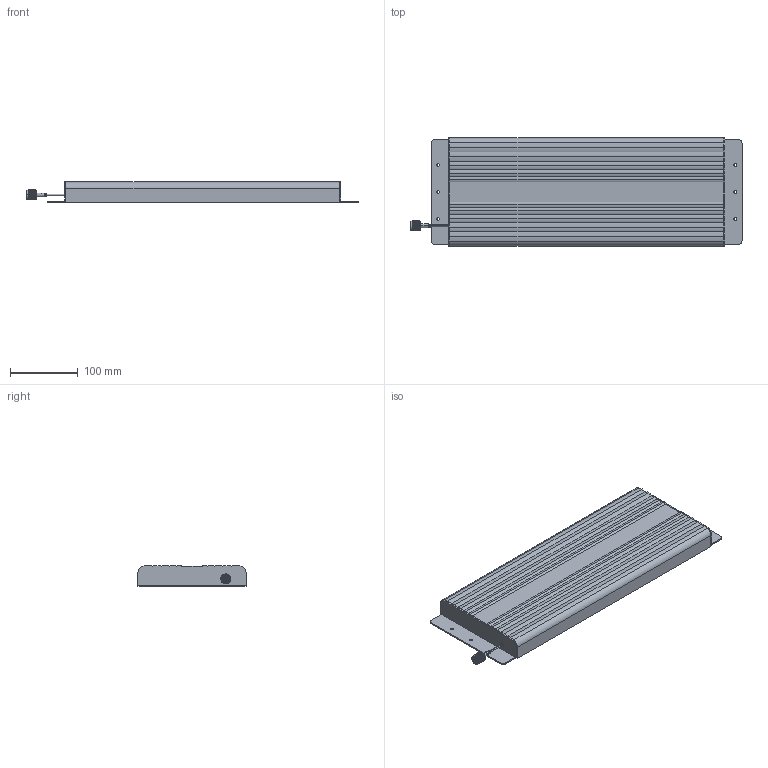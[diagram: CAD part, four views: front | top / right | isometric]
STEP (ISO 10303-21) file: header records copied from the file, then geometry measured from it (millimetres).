
FILE_DESCRIPTION (( 'STEP AP203' ), '1' );
FILE_NAME ('FMANFP1028_3D.STEP', '2022-11-21T16:18:20', ( '' ), ( '' ), 'SwSTEP 2.0', 'SolidWorks 2022', '' );
FILE_SCHEMA (( 'CONFIG_CONTROL_DESIGN' ));
Products named in the file (3): LCANFP1028_MA1; FMANFP1028_3D; PE4668
Assembly tree (2 placements, depth 2):
  FMANFP1028_3D
    LCANFP1028_MA1
    PE4668
Bounding box: 491.51 x 160 x 30.95 mm (x, y, z)
Volume: 442757.7 mm3; surface area: 467663.4 mm2
Topology: 42 solids, 42 shells, 3627 faces, 7942 edges, 4404 vertices
Faces by surface type: bspline 2031, cylinder 923, plane 495, cone 82, sphere 56, torus 40
Entity records: 130381 total; most frequent: CARTESIAN_POINT 73044, ORIENTED_EDGE 15788, EDGE_CURVE 7894, DIRECTION 6946, VERTEX_POINT 4404, EDGE_LOOP 3762, ADVANCED_FACE 3627, FACE_OUTER_BOUND 3627
